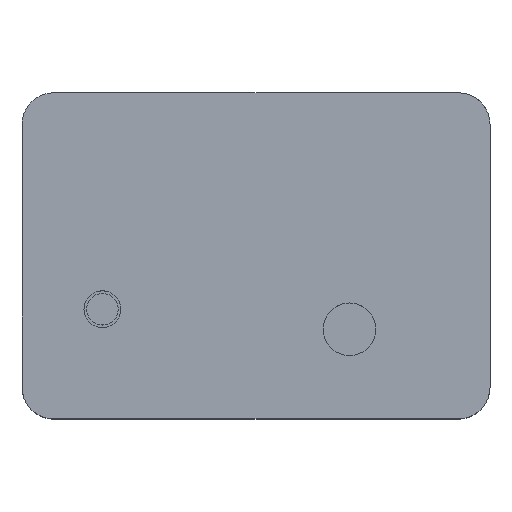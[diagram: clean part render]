
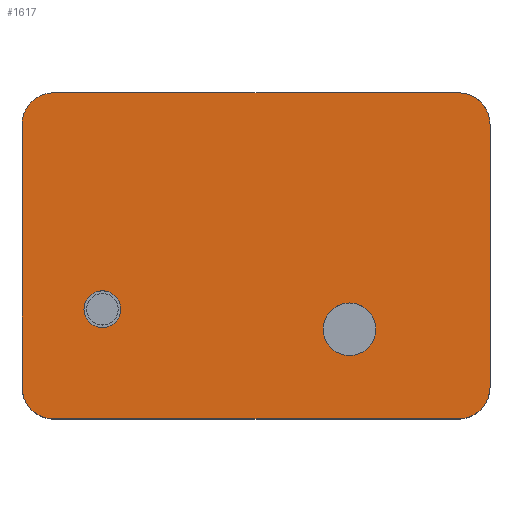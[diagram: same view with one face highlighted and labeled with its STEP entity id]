
A CAD part, top view. The second image highlights one B-rep face of the part: STEP entity #1617.
In plain terms, the highlighted planar face has unit normal (0, 0, 1).
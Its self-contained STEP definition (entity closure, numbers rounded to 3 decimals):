
#37=FACE_BOUND('',#237,.T.);
#38=FACE_BOUND('',#238,.T.);
#71=PLANE('',#1753);
#142=FACE_OUTER_BOUND('',#236,.T.);
#236=EDGE_LOOP('',(#1236,#1237,#1238,#1239,#1240,#1241,#1242,#1243));
#237=EDGE_LOOP('',(#1244));
#238=EDGE_LOOP('',(#1245));
#387=LINE('',#2519,#570);
#388=LINE('',#2523,#571);
#389=LINE('',#2527,#572);
#390=LINE('',#2531,#573);
#570=VECTOR('',#2016,10.);
#571=VECTOR('',#2019,10.);
#572=VECTOR('',#2022,10.);
#573=VECTOR('',#2025,10.);
#674=CIRCLE('',#1721,1.75);
#676=CIRCLE('',#1724,2.5);
#679=CIRCLE('',#1754,3.);
#680=CIRCLE('',#1755,3.);
#681=CIRCLE('',#1756,3.);
#682=CIRCLE('',#1757,3.);
#722=VERTEX_POINT('',#2345);
#724=VERTEX_POINT('',#2351);
#782=VERTEX_POINT('',#2517);
#783=VERTEX_POINT('',#2518);
#784=VERTEX_POINT('',#2520);
#785=VERTEX_POINT('',#2522);
#786=VERTEX_POINT('',#2524);
#787=VERTEX_POINT('',#2526);
#788=VERTEX_POINT('',#2528);
#789=VERTEX_POINT('',#2530);
#873=EDGE_CURVE('',#722,#722,#674,.T.);
#876=EDGE_CURVE('',#724,#724,#676,.T.);
#957=EDGE_CURVE('',#782,#783,#387,.T.);
#958=EDGE_CURVE('',#783,#784,#679,.T.);
#959=EDGE_CURVE('',#784,#785,#388,.T.);
#960=EDGE_CURVE('',#785,#786,#680,.T.);
#961=EDGE_CURVE('',#786,#787,#389,.T.);
#962=EDGE_CURVE('',#787,#788,#681,.T.);
#963=EDGE_CURVE('',#788,#789,#390,.T.);
#964=EDGE_CURVE('',#789,#782,#682,.T.);
#1236=ORIENTED_EDGE('',*,*,#957,.T.);
#1237=ORIENTED_EDGE('',*,*,#958,.T.);
#1238=ORIENTED_EDGE('',*,*,#959,.T.);
#1239=ORIENTED_EDGE('',*,*,#960,.T.);
#1240=ORIENTED_EDGE('',*,*,#961,.T.);
#1241=ORIENTED_EDGE('',*,*,#962,.T.);
#1242=ORIENTED_EDGE('',*,*,#963,.T.);
#1243=ORIENTED_EDGE('',*,*,#964,.T.);
#1244=ORIENTED_EDGE('',*,*,#873,.T.);
#1245=ORIENTED_EDGE('',*,*,#876,.T.);
#1617=ADVANCED_FACE('',(#142,#37,#38),#71,.T.);
#1721=AXIS2_PLACEMENT_3D('',#2346,#1871,#1872);
#1724=AXIS2_PLACEMENT_3D('',#2352,#1878,#1879);
#1753=AXIS2_PLACEMENT_3D('',#2516,#2014,#2015);
#1754=AXIS2_PLACEMENT_3D('',#2521,#2017,#2018);
#1755=AXIS2_PLACEMENT_3D('',#2525,#2020,#2021);
#1756=AXIS2_PLACEMENT_3D('',#2529,#2023,#2024);
#1757=AXIS2_PLACEMENT_3D('',#2532,#2026,#2027);
#1871=DIRECTION('center_axis',(0.,0.,-1.));
#1872=DIRECTION('ref_axis',(-1.,0.,0.));
#1878=DIRECTION('center_axis',(0.,0.,-1.));
#1879=DIRECTION('ref_axis',(-1.,0.,0.));
#2014=DIRECTION('center_axis',(0.,0.,1.));
#2015=DIRECTION('ref_axis',(-1.,0.,0.));
#2016=DIRECTION('',(1.,0.,0.));
#2017=DIRECTION('center_axis',(0.,0.,1.));
#2018=DIRECTION('ref_axis',(0.,-1.,0.));
#2019=DIRECTION('',(0.,1.,0.));
#2020=DIRECTION('center_axis',(0.,0.,1.));
#2021=DIRECTION('ref_axis',(1.,0.,0.));
#2022=DIRECTION('',(-1.,0.,0.));
#2023=DIRECTION('center_axis',(0.,0.,1.));
#2024=DIRECTION('ref_axis',(0.,1.,0.));
#2025=DIRECTION('',(0.,-1.,0.));
#2026=DIRECTION('center_axis',(0.,0.,1.));
#2027=DIRECTION('ref_axis',(-1.,0.,0.));
#2345=CARTESIAN_POINT('',(9.395,10.42,23.));
#2346=CARTESIAN_POINT('Origin',(7.645,10.42,23.));
#2351=CARTESIAN_POINT('',(33.64,8.515,23.));
#2352=CARTESIAN_POINT('Origin',(31.14,8.515,23.));
#2516=CARTESIAN_POINT('Origin',(22.25,15.5,23.));
#2517=CARTESIAN_POINT('',(3.,0.,23.));
#2518=CARTESIAN_POINT('',(41.5,0.,23.));
#2519=CARTESIAN_POINT('',(3.,0.,23.));
#2520=CARTESIAN_POINT('',(44.5,3.,23.));
#2521=CARTESIAN_POINT('Origin',(41.5,3.,23.));
#2522=CARTESIAN_POINT('',(44.5,28.,23.));
#2523=CARTESIAN_POINT('',(44.5,3.,23.));
#2524=CARTESIAN_POINT('',(41.5,31.,23.));
#2525=CARTESIAN_POINT('Origin',(41.5,28.,23.));
#2526=CARTESIAN_POINT('',(3.,31.,23.));
#2527=CARTESIAN_POINT('',(41.5,31.,23.));
#2528=CARTESIAN_POINT('',(0.,28.,23.));
#2529=CARTESIAN_POINT('Origin',(3.,28.,23.));
#2530=CARTESIAN_POINT('',(0.,3.,23.));
#2531=CARTESIAN_POINT('',(0.,28.,23.));
#2532=CARTESIAN_POINT('Origin',(3.,3.,23.));
